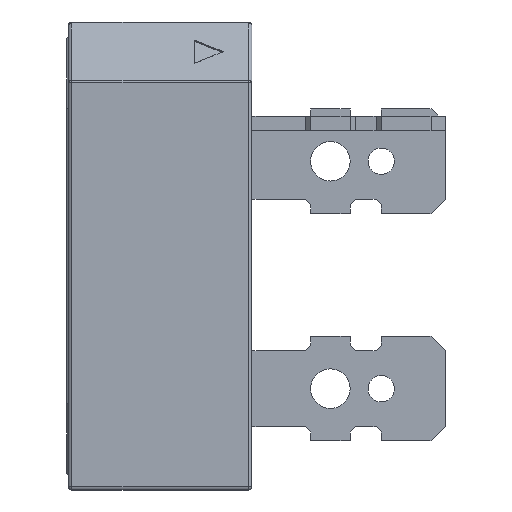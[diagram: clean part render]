
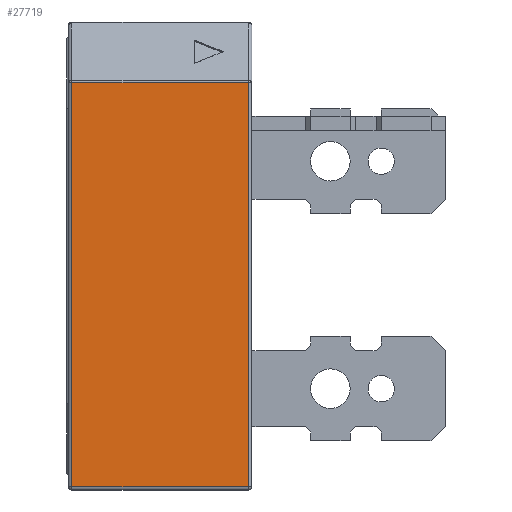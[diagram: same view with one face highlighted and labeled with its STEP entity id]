
A CAD part, left-side view. The second image highlights one B-rep face of the part: STEP entity #27719.
In plain terms, the highlighted planar face has unit normal (-1, 0, 0).
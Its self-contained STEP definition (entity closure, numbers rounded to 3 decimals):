
#900 = EDGE_LOOP ( 'NONE', ( #7386, #25837, #35269, #26868 ) ) ;
#2323 = VERTEX_POINT ( 'NONE', #33991 ) ;
#4151 = EDGE_CURVE ( 'NONE', #2323, #18090, #17754, .T. ) ;
#5108 = DIRECTION ( 'NONE',  ( 0., 0., 1. ) ) ;
#5164 = LINE ( 'NONE', #21133, #5966 ) ;
#5642 = CARTESIAN_POINT ( 'NONE',  ( -6.15, 11.03, -22.25 ) ) ;
#5966 = VECTOR ( 'NONE', #12650, 1000. ) ;
#7386 = ORIENTED_EDGE ( 'NONE', *, *, #8181, .T. ) ;
#7521 = VECTOR ( 'NONE', #5108, 1000. ) ;
#8181 = EDGE_CURVE ( 'NONE', #10495, #10986, #5164, .T. ) ;
#8377 = LINE ( 'NONE', #8548, #7521 ) ;
#8548 = CARTESIAN_POINT ( 'NONE',  ( -6.15, 0.3, -22.25 ) ) ;
#9958 = PLANE ( 'NONE',  #29217 ) ;
#10495 = VERTEX_POINT ( 'NONE', #19114 ) ;
#10973 = VECTOR ( 'NONE', #34263, 1000. ) ;
#10986 = VERTEX_POINT ( 'NONE', #20293 ) ;
#12650 = DIRECTION ( 'NONE',  ( 0., -1., 0. ) ) ;
#15032 = CARTESIAN_POINT ( 'NONE',  ( -6.15, 11.23, 2.467 ) ) ;
#17754 = LINE ( 'NONE', #15032, #10973 ) ;
#17791 = FACE_OUTER_BOUND ( 'NONE', #900, .T. ) ;
#18090 = VERTEX_POINT ( 'NONE', #27252 ) ;
#19114 = CARTESIAN_POINT ( 'NONE',  ( -6.15, 11.03, -22.05 ) ) ;
#20293 = CARTESIAN_POINT ( 'NONE',  ( -6.15, 0.3, -22.05 ) ) ;
#20452 = DIRECTION ( 'NONE',  ( 1., 0., 0. ) ) ;
#20975 = DIRECTION ( 'NONE',  ( 0., 0., -1. ) ) ;
#21133 = CARTESIAN_POINT ( 'NONE',  ( -6.15, 11.23, -22.05 ) ) ;
#25350 = EDGE_CURVE ( 'NONE', #18090, #10495, #30380, .T. ) ;
#25837 = ORIENTED_EDGE ( 'NONE', *, *, #34151, .T. ) ;
#26580 = CARTESIAN_POINT ( 'NONE',  ( -6.15, 11.23, -22.25 ) ) ;
#26868 = ORIENTED_EDGE ( 'NONE', *, *, #25350, .T. ) ;
#27252 = CARTESIAN_POINT ( 'NONE',  ( -6.15, 11.03, 2.467 ) ) ;
#27322 = VECTOR ( 'NONE', #29866, 1000. ) ;
#27719 = ADVANCED_FACE ( 'NONE', ( #17791 ), #9958, .F. ) ;
#29217 = AXIS2_PLACEMENT_3D ( 'NONE', #26580, #20452, #20975 ) ;
#29866 = DIRECTION ( 'NONE',  ( 0., 0., -1. ) ) ;
#30380 = LINE ( 'NONE', #5642, #27322 ) ;
#33991 = CARTESIAN_POINT ( 'NONE',  ( -6.15, 0.3, 2.467 ) ) ;
#34151 = EDGE_CURVE ( 'NONE', #10986, #2323, #8377, .T. ) ;
#34263 = DIRECTION ( 'NONE',  ( 0., 1., 0. ) ) ;
#35269 = ORIENTED_EDGE ( 'NONE', *, *, #4151, .T. ) ;
